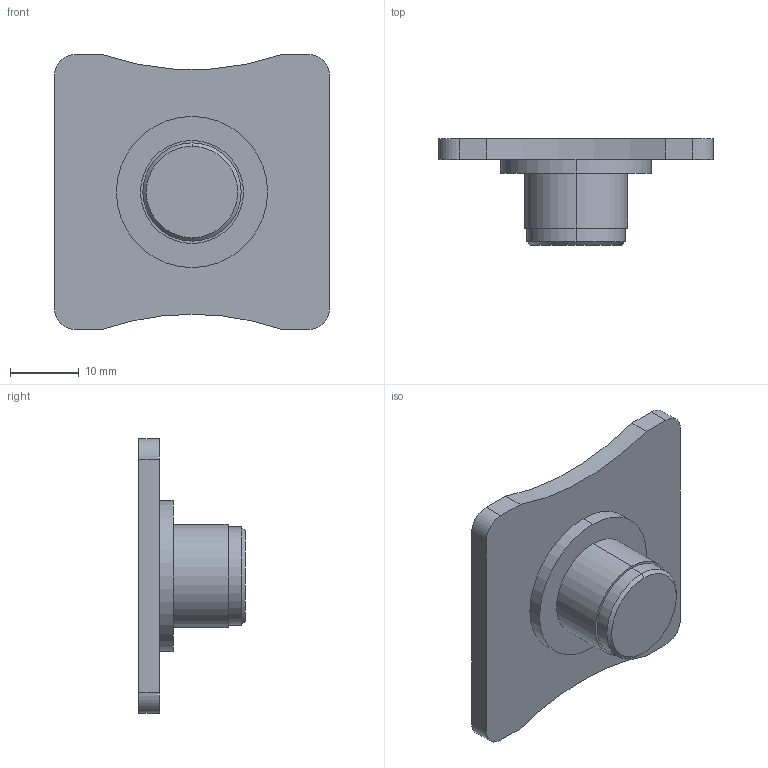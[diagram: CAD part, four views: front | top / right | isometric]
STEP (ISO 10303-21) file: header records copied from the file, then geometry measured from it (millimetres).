
FILE_DESCRIPTION (( 'STEP AP203' ), '1' );
FILE_NAME ('Top.STEP', '2021-05-11T08:24:53', ( '' ), ( '' ), 'SwSTEP 2.0', 'SolidWorks 2018', '' );
FILE_SCHEMA (( 'CONFIG_CONTROL_DESIGN' ));
Length unit declared in the file: millimetre
Products named in the file (1): Top
Bounding box: 40 x 15.5 x 40 mm (x, y, z)
Volume: 6200.4 mm3; surface area: 4336.7 mm2
Topology: 1 solids, 1 shells, 48 faces, 113 edges, 68 vertices
Faces by surface type: cylinder 21, plane 13, cone 10, torus 4
Entity records: 1414 total; most frequent: DIRECTION 259, CARTESIAN_POINT 222, ORIENTED_EDGE 210, EDGE_CURVE 105, AXIS2_PLACEMENT_3D 105, VERTEX_POINT 68, EDGE_LOOP 57, CIRCLE 56
